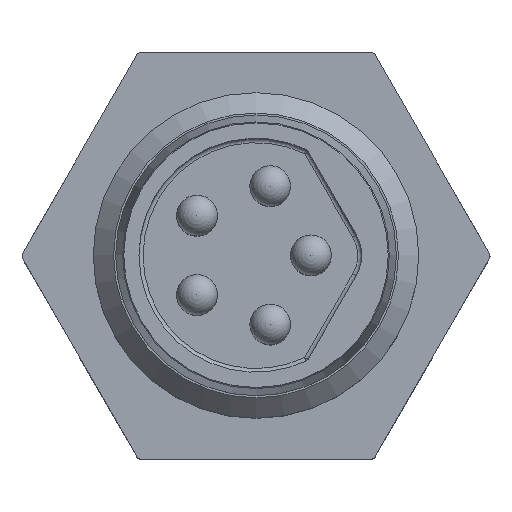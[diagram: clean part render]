
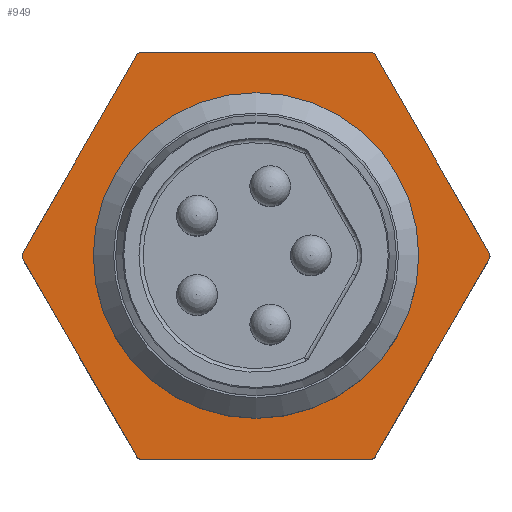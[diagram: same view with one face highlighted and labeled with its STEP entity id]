
A CAD part, top view. The second image highlights one B-rep face of the part: STEP entity #949.
In plain terms, the highlighted planar face has unit normal (0, 0, 1).
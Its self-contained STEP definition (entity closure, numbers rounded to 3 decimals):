
#739=PLANE('',#2806);
#793=FACE_BOUND('',#1242,.T.);
#794=FACE_BOUND('',#1243,.T.);
#949=ADVANCED_FACE('',(#793,#794),#739,.F.);
#1242=EDGE_LOOP('',(#1643));
#1243=EDGE_LOOP('',(#1644,#1645,#1646,#1647,#1648,#1649,#1650,#1651,#1652,
#1653,#1654,#1655));
#1469=LINE('',#3820,#1550);
#1470=LINE('',#3824,#1551);
#1471=LINE('',#3828,#1552);
#1472=LINE('',#3832,#1553);
#1473=LINE('',#3836,#1554);
#1474=LINE('',#3840,#1555);
#1550=VECTOR('',#3131,1.);
#1551=VECTOR('',#3134,1.);
#1552=VECTOR('',#3137,1.);
#1553=VECTOR('',#3140,1.);
#1554=VECTOR('',#3143,1.);
#1555=VECTOR('',#3146,1.);
#1643=ORIENTED_EDGE('',*,*,#2375,.T.);
#1644=ORIENTED_EDGE('',*,*,#2376,.F.);
#1645=ORIENTED_EDGE('',*,*,#2377,.T.);
#1646=ORIENTED_EDGE('',*,*,#2378,.F.);
#1647=ORIENTED_EDGE('',*,*,#2379,.T.);
#1648=ORIENTED_EDGE('',*,*,#2380,.F.);
#1649=ORIENTED_EDGE('',*,*,#2381,.T.);
#1650=ORIENTED_EDGE('',*,*,#2382,.F.);
#1651=ORIENTED_EDGE('',*,*,#2383,.F.);
#1652=ORIENTED_EDGE('',*,*,#2384,.F.);
#1653=ORIENTED_EDGE('',*,*,#2385,.F.);
#1654=ORIENTED_EDGE('',*,*,#2386,.F.);
#1655=ORIENTED_EDGE('',*,*,#2387,.F.);
#2177=VERTEX_POINT('',#3816);
#2178=VERTEX_POINT('',#3818);
#2179=VERTEX_POINT('',#3819);
#2180=VERTEX_POINT('',#3821);
#2181=VERTEX_POINT('',#3823);
#2182=VERTEX_POINT('',#3825);
#2183=VERTEX_POINT('',#3827);
#2184=VERTEX_POINT('',#3829);
#2185=VERTEX_POINT('',#3831);
#2186=VERTEX_POINT('',#3833);
#2187=VERTEX_POINT('',#3835);
#2188=VERTEX_POINT('',#3837);
#2189=VERTEX_POINT('',#3839);
#2375=EDGE_CURVE('',#2177,#2177,#2638,.T.);
#2376=EDGE_CURVE('',#2178,#2179,#2639,.T.);
#2377=EDGE_CURVE('',#2178,#2180,#1469,.T.);
#2378=EDGE_CURVE('',#2181,#2180,#2640,.T.);
#2379=EDGE_CURVE('',#2181,#2182,#1470,.T.);
#2380=EDGE_CURVE('',#2183,#2182,#2641,.T.);
#2381=EDGE_CURVE('',#2183,#2184,#1471,.T.);
#2382=EDGE_CURVE('',#2185,#2184,#2642,.T.);
#2383=EDGE_CURVE('',#2186,#2185,#1472,.T.);
#2384=EDGE_CURVE('',#2187,#2186,#2643,.T.);
#2385=EDGE_CURVE('',#2188,#2187,#1473,.T.);
#2386=EDGE_CURVE('',#2189,#2188,#2644,.T.);
#2387=EDGE_CURVE('',#2179,#2189,#1474,.T.);
#2638=CIRCLE('',#2799,3.45);
#2639=CIRCLE('',#2800,5.75);
#2640=CIRCLE('',#2801,5.75);
#2641=CIRCLE('',#2802,5.75);
#2642=CIRCLE('',#2803,5.75);
#2643=CIRCLE('',#2804,5.75);
#2644=CIRCLE('',#2805,5.75);
#2799=AXIS2_PLACEMENT_3D('',#3815,#3127,#3128);
#2800=AXIS2_PLACEMENT_3D('',#3817,#3129,#3130);
#2801=AXIS2_PLACEMENT_3D('',#3822,#3132,#3133);
#2802=AXIS2_PLACEMENT_3D('',#3826,#3135,#3136);
#2803=AXIS2_PLACEMENT_3D('',#3830,#3138,#3139);
#2804=AXIS2_PLACEMENT_3D('',#3834,#3141,#3142);
#2805=AXIS2_PLACEMENT_3D('',#3838,#3144,#3145);
#2806=AXIS2_PLACEMENT_3D('',#3841,#3147,#3148);
#3127=DIRECTION('',(0.,0.,-1.));
#3128=DIRECTION('',(-1.,0.,0.));
#3129=DIRECTION('',(0.,0.,-1.));
#3130=DIRECTION('',(0.,-1.,0.));
#3131=DIRECTION('',(0.5,-0.866,0.));
#3132=DIRECTION('',(0.,0.,-1.));
#3133=DIRECTION('',(0.,-1.,0.));
#3134=DIRECTION('',(1.,0.,0.));
#3135=DIRECTION('',(0.,0.,-1.));
#3136=DIRECTION('',(0.,-1.,0.));
#3137=DIRECTION('',(0.5,0.866,0.));
#3138=DIRECTION('',(0.,0.,-1.));
#3139=DIRECTION('',(0.,-1.,0.));
#3140=DIRECTION('',(0.5,-0.866,0.));
#3141=DIRECTION('',(0.,0.,-1.));
#3142=DIRECTION('',(0.,-1.,0.));
#3143=DIRECTION('',(1.,0.,0.));
#3144=DIRECTION('',(0.,0.,-1.));
#3145=DIRECTION('',(0.,-1.,0.));
#3146=DIRECTION('',(0.5,0.866,0.));
#3147=DIRECTION('',(0.,0.,-1.));
#3148=DIRECTION('',(0.,-1.,0.));
#3815=CARTESIAN_POINT('',(-230.,10.,0.));
#3816=CARTESIAN_POINT('',(-233.45,10.,0.));
#3817=CARTESIAN_POINT('',(-230.,10.,0.));
#3818=CARTESIAN_POINT('',(-235.75,9.959,0.));
#3819=CARTESIAN_POINT('',(-235.75,10.041,0.));
#3820=CARTESIAN_POINT('',(-234.33,7.5,0.));
#3821=CARTESIAN_POINT('',(-232.91,5.041,0.));
#3822=CARTESIAN_POINT('',(-230.,10.,0.));
#3823=CARTESIAN_POINT('',(-232.839,5.,0.));
#3824=CARTESIAN_POINT('',(-230.,5.,0.));
#3825=CARTESIAN_POINT('',(-227.161,5.,0.));
#3826=CARTESIAN_POINT('',(-230.,10.,0.));
#3827=CARTESIAN_POINT('',(-227.09,5.041,0.));
#3828=CARTESIAN_POINT('',(-225.67,7.5,0.));
#3829=CARTESIAN_POINT('',(-224.25,9.959,0.));
#3830=CARTESIAN_POINT('',(-230.,10.,0.));
#3831=CARTESIAN_POINT('',(-224.25,10.041,0.));
#3832=CARTESIAN_POINT('',(-225.67,12.5,0.));
#3833=CARTESIAN_POINT('',(-227.09,14.959,0.));
#3834=CARTESIAN_POINT('',(-230.,10.,0.));
#3835=CARTESIAN_POINT('',(-227.161,15.,0.));
#3836=CARTESIAN_POINT('',(-230.,15.,0.));
#3837=CARTESIAN_POINT('',(-232.839,15.,0.));
#3838=CARTESIAN_POINT('',(-230.,10.,0.));
#3839=CARTESIAN_POINT('',(-232.91,14.959,0.));
#3840=CARTESIAN_POINT('',(-234.33,12.5,0.));
#3841=CARTESIAN_POINT('',(-230.,10.,0.));
